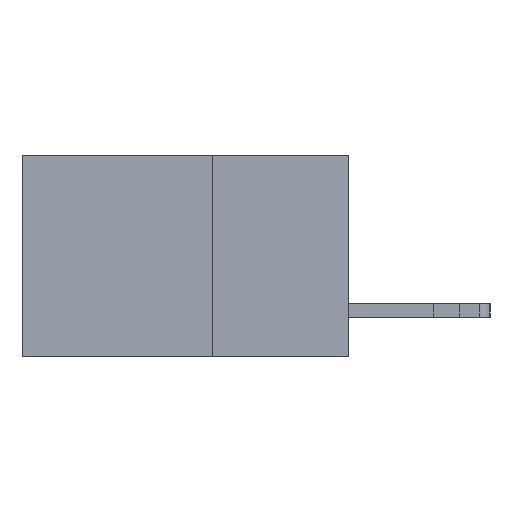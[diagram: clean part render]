
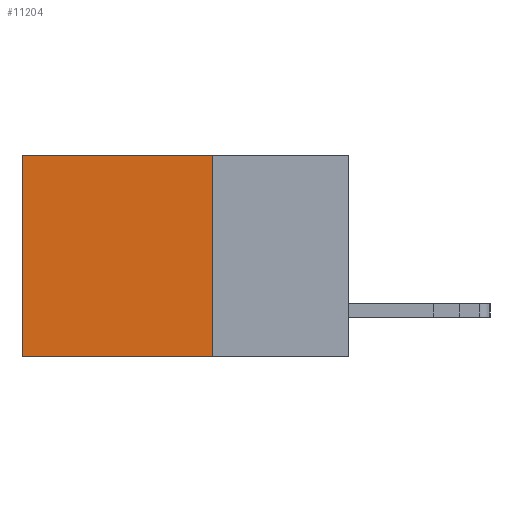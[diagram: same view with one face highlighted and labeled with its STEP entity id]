
A CAD part, left-side view. The second image highlights one B-rep face of the part: STEP entity #11204.
In plain terms, the highlighted planar face has unit normal (-1, 0, 0).
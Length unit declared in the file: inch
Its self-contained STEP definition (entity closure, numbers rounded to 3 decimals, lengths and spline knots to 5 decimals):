
#90 = PLANE ( 'NONE',  #14868 ) ;
#474 = CARTESIAN_POINT ( 'NONE',  ( 0.298, 0.6, 0. ) ) ;
#774 = VERTEX_POINT ( 'NONE', #8456 ) ;
#1287 = DIRECTION ( 'NONE',  ( 0., 0., -1. ) ) ;
#1662 = DIRECTION ( 'NONE',  ( 0., 0., -1. ) ) ;
#1957 = EDGE_CURVE ( 'NONE', #12925, #6626, #7639, .T. ) ;
#2627 = DIRECTION ( 'NONE',  ( 0., 1., 0. ) ) ;
#2878 = VECTOR ( 'NONE', #1662, 39.37008 ) ;
#3887 = ORIENTED_EDGE ( 'NONE', *, *, #10336, .T. ) ;
#3903 = EDGE_CURVE ( 'NONE', #774, #7113, #4244, .T. ) ;
#4055 = LINE ( 'NONE', #4202, #6836 ) ;
#4123 = EDGE_CURVE ( 'NONE', #774, #12925, #4055, .T. ) ;
#4202 = CARTESIAN_POINT ( 'NONE',  ( 0.298, 0.25, 0. ) ) ;
#4244 = LINE ( 'NONE', #9728, #10129 ) ;
#4839 = CARTESIAN_POINT ( 'NONE',  ( 0.298, 0.25, -0.37 ) ) ;
#4993 = EDGE_LOOP ( 'NONE', ( #3887, #7547, #12116, #5256 ) ) ;
#5256 = ORIENTED_EDGE ( 'NONE', *, *, #3903, .T. ) ;
#6626 = VERTEX_POINT ( 'NONE', #14009 ) ;
#6836 = VECTOR ( 'NONE', #7765, 39.37008 ) ;
#7005 = CARTESIAN_POINT ( 'NONE',  ( 0.298, 0.6, 0. ) ) ;
#7113 = VERTEX_POINT ( 'NONE', #7005 ) ;
#7547 = ORIENTED_EDGE ( 'NONE', *, *, #1957, .F. ) ;
#7639 = LINE ( 'NONE', #4839, #10726 ) ;
#7765 = DIRECTION ( 'NONE',  ( 0., 0., -1. ) ) ;
#8388 = DIRECTION ( 'NONE',  ( 1., 0., 0. ) ) ;
#8456 = CARTESIAN_POINT ( 'NONE',  ( 0.298, 0.25, 0. ) ) ;
#9095 = CARTESIAN_POINT ( 'NONE',  ( 0.298, 0.25, -0.37 ) ) ;
#9172 = LINE ( 'NONE', #474, #2878 ) ;
#9728 = CARTESIAN_POINT ( 'NONE',  ( 0.298, 0.25, 0. ) ) ;
#10129 = VECTOR ( 'NONE', #2627, 39.37008 ) ;
#10336 = EDGE_CURVE ( 'NONE', #7113, #6626, #9172, .T. ) ;
#10726 = VECTOR ( 'NONE', #12903, 39.37008 ) ;
#11204 = ADVANCED_FACE ( 'NONE', ( #12191 ), #90, .F. ) ;
#11782 = CARTESIAN_POINT ( 'NONE',  ( 0.298, 0.25, 0. ) ) ;
#12116 = ORIENTED_EDGE ( 'NONE', *, *, #4123, .F. ) ;
#12191 = FACE_OUTER_BOUND ( 'NONE', #4993, .T. ) ;
#12903 = DIRECTION ( 'NONE',  ( 0., 1., 0. ) ) ;
#12925 = VERTEX_POINT ( 'NONE', #9095 ) ;
#14009 = CARTESIAN_POINT ( 'NONE',  ( 0.298, 0.6, -0.37 ) ) ;
#14868 = AXIS2_PLACEMENT_3D ( 'NONE', #11782, #8388, #1287 ) ;
